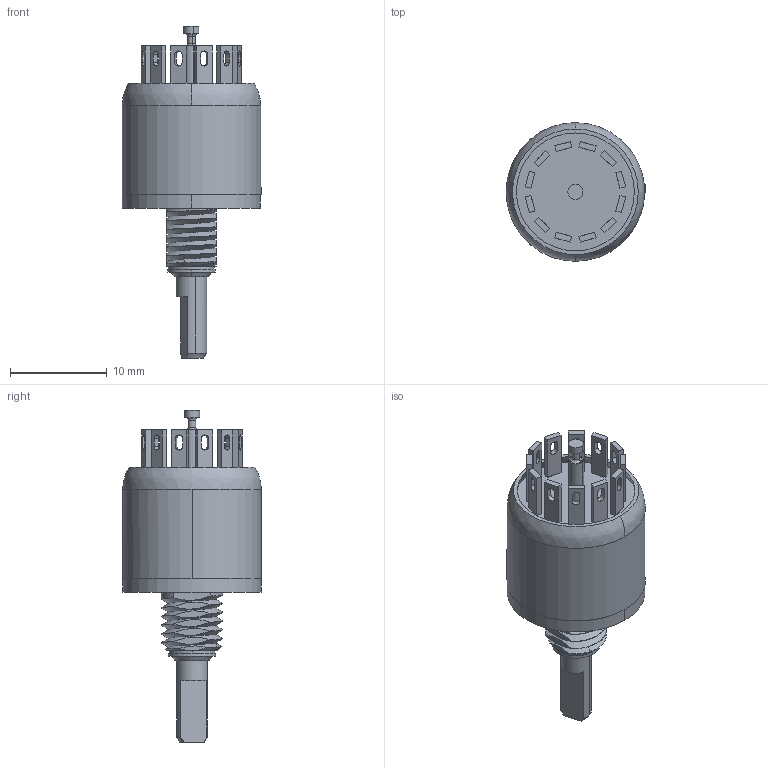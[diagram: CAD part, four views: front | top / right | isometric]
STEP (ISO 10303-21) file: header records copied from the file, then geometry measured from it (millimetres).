
FILE_DESCRIPTION((''),'2;1');
FILE_NAME('51D30-01-1-AJN_SW0001','2017-03-09T',('jjanota'),(''),'PRO/ENGINEER BY PARAMETRIC TECHNOLOGY CORPORATION, 2016100','PRO/ENGINEER BY PARAMETRIC TECHNOLOGY CORPORATION, 2016100','');
FILE_SCHEMA(('CONFIG_CONTROL_DESIGN'));
Length unit declared in the file: inch
Products named in the file (1): 51D30-01-1-AJN_SW0001
Bounding box: 14.45 x 14.33 x 34.34 mm (x, y, z)
Surface area: 1680.1 mm2 (no closed solid volume)
Topology: 0 solids, 21 shells, 190 faces, 553 edges, 387 vertices
Faces by surface type: plane 113, cylinder 56, bspline 10, cone 7, torus 4
Entity records: 8458 total; most frequent: CARTESIAN_POINT 3444, ORIENTED_EDGE 975, DIRECTION 973, EDGE_CURVE 553, VERTEX_POINT 387, VECTOR 353, LINE 353, AXIS2_PLACEMENT_3D 310
